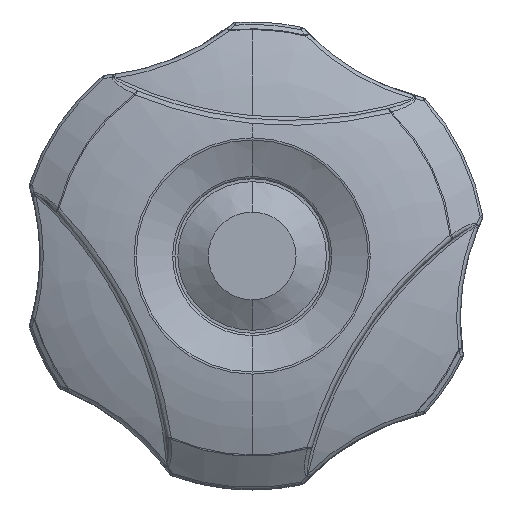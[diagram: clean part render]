
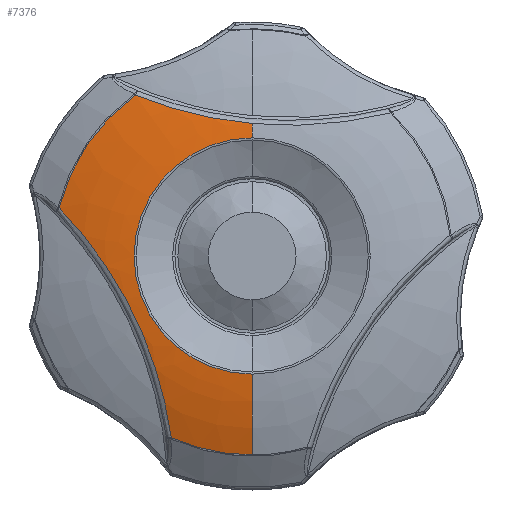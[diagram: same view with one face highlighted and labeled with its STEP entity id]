
A CAD part, left-side view. The second image highlights one B-rep face of the part: STEP entity #7376.
In plain terms, the highlighted toroidal (fillet/blend) face has major radius 6.511 mm and minor radius 30.6 mm.
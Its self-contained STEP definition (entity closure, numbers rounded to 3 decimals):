
#548 = DIRECTION ( 'NONE',  ( 0., -1., 0. ) ) ;
#751 = CARTESIAN_POINT ( 'NONE',  ( -21.411, 0.863, 11.398 ) ) ;
#752 = CIRCLE ( 'NONE', #9907, 30.6 ) ;
#823 = CARTESIAN_POINT ( 'NONE',  ( -20.208, 9.217, 13.441 ) ) ;
#927 = CARTESIAN_POINT ( 'NONE',  ( -20.462, 15.261, 2.784 ) ) ;
#998 = CIRCLE ( 'NONE', #8323, 17.001 ) ;
#1086 = CARTESIAN_POINT ( 'NONE',  ( -21.304, 11.942, -1.681 ) ) ;
#1367 = B_SPLINE_CURVE_WITH_KNOTS ( 'NONE', 3,
 ( #1974, #751, #10955, #11997, #4693, #9658, #5771, #10714, #823, #15574 ),
 .UNSPECIFIED., .F., .F.,
 ( 4, 2, 2, 2, 4 ),
 ( 0.012, 0.015, 0.017, 0.02, 0.023 ),
 .UNSPECIFIED. ) ;
#1477 = DIRECTION ( 'NONE',  ( 1., 0., 0. ) ) ;
#1734 = DIRECTION ( 'NONE',  ( 1., 0., 0. ) ) ;
#1974 = CARTESIAN_POINT ( 'NONE',  ( -21.424, 0., 11.318 ) ) ;
#2143 = CARTESIAN_POINT ( 'NONE',  ( -20.463, 7.203, -13.735 ) ) ;
#2158 = DIRECTION ( 'NONE',  ( 0., 0., 1. ) ) ;
#2168 = B_SPLINE_CURVE_WITH_KNOTS ( 'NONE', 3,
 ( #9586, #3535, #927, #14481, #10886, #4708, #1086, #3366, #4793, #14635, #13501, #6106, #8384, #4886, #13260, #2143, #9674, #3445 ),
 .UNSPECIFIED., .F., .F.,
 ( 4, 2, 2, 2, 2, 2, 2, 2, 4 ),
 ( 0., 0.003, 0.006, 0.008, 0.011, 0.014, 0.017, 0.02, 0.023 ),
 .UNSPECIFIED. ) ;
#2199 = ORIENTED_EDGE ( 'NONE', *, *, #15774, .T. ) ;
#2334 = FACE_OUTER_BOUND ( 'NONE', #11699, .T. ) ;
#2478 = ORIENTED_EDGE ( 'NONE', *, *, #3754, .T. ) ;
#2778 = CIRCLE ( 'NONE', #9070, 10.093 ) ;
#2846 = CARTESIAN_POINT ( 'NONE',  ( -21.593, 0., 10.093 ) ) ;
#2992 = CARTESIAN_POINT ( 'NONE',  ( -19.949, 0., 0. ) ) ;
#3136 = CARTESIAN_POINT ( 'NONE',  ( -19.949, 16.495, 4.114 ) ) ;
#3239 = ORIENTED_EDGE ( 'NONE', *, *, #3632, .F. ) ;
#3366 = CARTESIAN_POINT ( 'NONE',  ( -21.405, 10.996, -3.279 ) ) ;
#3445 = CARTESIAN_POINT ( 'NONE',  ( -19.949, 6.914, -15.532 ) ) ;
#3535 = CARTESIAN_POINT ( 'NONE',  ( -20.229, 15.869, 3.464 ) ) ;
#3632 = EDGE_CURVE ( 'NONE', #14528, #8500, #752, .T. ) ;
#3754 = EDGE_CURVE ( 'NONE', #9032, #8500, #2778, .T. ) ;
#3822 = EDGE_CURVE ( 'NONE', #6002, #13345, #2168, .T. ) ;
#3824 = EDGE_CURVE ( 'NONE', #14510, #6002, #4421, .T. ) ;
#3836 = ORIENTED_EDGE ( 'NONE', *, *, #12330, .T. ) ;
#3929 = CARTESIAN_POINT ( 'NONE',  ( -19.949, 9.994, 13.753 ) ) ;
#4020 = ORIENTED_EDGE ( 'NONE', *, *, #3822, .T. ) ;
#4421 = CIRCLE ( 'NONE', #13454, 17.001 ) ;
#4533 = DIRECTION ( 'NONE',  ( 0., -1., 0. ) ) ;
#4693 = CARTESIAN_POINT ( 'NONE',  ( -21.174, 4.297, 11.98 ) ) ;
#4708 = CARTESIAN_POINT ( 'NONE',  ( -21.225, 12.446, -0.901 ) ) ;
#4759 = CARTESIAN_POINT ( 'NONE',  ( -21.424, 0., 11.318 ) ) ;
#4793 = CARTESIAN_POINT ( 'NONE',  ( -21.429, 10.555, -4.096 ) ) ;
#4854 = TOROIDAL_SURFACE ( 'NONE', #14909, 6.511, 30.6 ) ;
#4886 = CARTESIAN_POINT ( 'NONE',  ( -20.996, 7.831, -11.044 ) ) ;
#5771 = CARTESIAN_POINT ( 'NONE',  ( -20.796, 6.794, 12.626 ) ) ;
#5863 = DIRECTION ( 'NONE',  ( 1., 0., 0. ) ) ;
#6002 = VERTEX_POINT ( 'NONE', #3136 ) ;
#6106 = CARTESIAN_POINT ( 'NONE',  ( -21.304, 8.676, -8.378 ) ) ;
#6236 = DIRECTION ( 'NONE',  ( 0., 1., 0. ) ) ;
#6505 = DIRECTION ( 'NONE',  ( 0., -1., 0. ) ) ;
#6952 = CARTESIAN_POINT ( 'NONE',  ( -19.949, 0., -17.001 ) ) ;
#7322 = CARTESIAN_POINT ( 'NONE',  ( 8.796, 0., -6.511 ) ) ;
#7376 = ADVANCED_FACE ( 'NONE', ( #2334 ), #4854, .T. ) ;
#7777 = CIRCLE ( 'NONE', #9837, 30.6 ) ;
#8323 = AXIS2_PLACEMENT_3D ( 'NONE', #2992, #11746, #548 ) ;
#8384 = CARTESIAN_POINT ( 'NONE',  ( -21.224, 8.369, -9.265 ) ) ;
#8472 = CARTESIAN_POINT ( 'NONE',  ( -19.949, 0., 0. ) ) ;
#8500 = VERTEX_POINT ( 'NONE', #2846 ) ;
#9032 = VERTEX_POINT ( 'NONE', #9266 ) ;
#9070 = AXIS2_PLACEMENT_3D ( 'NONE', #13419, #5863, #4533 ) ;
#9200 = CARTESIAN_POINT ( 'NONE',  ( -19.949, 6.914, -15.532 ) ) ;
#9266 = CARTESIAN_POINT ( 'NONE',  ( -21.593, 10.093, 0. ) ) ;
#9586 = CARTESIAN_POINT ( 'NONE',  ( -19.949, 16.495, 4.114 ) ) ;
#9658 = CARTESIAN_POINT ( 'NONE',  ( -20.943, 5.97, 12.391 ) ) ;
#9674 = CARTESIAN_POINT ( 'NONE',  ( -20.228, 7.04, -14.638 ) ) ;
#9692 = DIRECTION ( 'NONE',  ( -1., 0., 0. ) ) ;
#9717 = VERTEX_POINT ( 'NONE', #6952 ) ;
#9733 = VERTEX_POINT ( 'NONE', #14162 ) ;
#9837 = AXIS2_PLACEMENT_3D ( 'NONE', #7322, #6236, #14607 ) ;
#9853 = DIRECTION ( 'NONE',  ( 0., 0., -1. ) ) ;
#9907 = AXIS2_PLACEMENT_3D ( 'NONE', #11395, #14052, #1734 ) ;
#10714 = CARTESIAN_POINT ( 'NONE',  ( -20.429, 8.417, 13.15 ) ) ;
#10886 = CARTESIAN_POINT ( 'NONE',  ( -20.997, 13.518, 0.62 ) ) ;
#10955 = CARTESIAN_POINT ( 'NONE',  ( -21.377, 1.728, 11.512 ) ) ;
#11395 = CARTESIAN_POINT ( 'NONE',  ( 8.796, 0., 6.511 ) ) ;
#11564 = ORIENTED_EDGE ( 'NONE', *, *, #13775, .F. ) ;
#11610 = AXIS2_PLACEMENT_3D ( 'NONE', #16008, #1477, #6505 ) ;
#11699 = EDGE_LOOP ( 'NONE', ( #11564, #3836, #2199, #2478, #3239, #11904, #13305, #4020 ) ) ;
#11746 = DIRECTION ( 'NONE',  ( 1., 0., 0. ) ) ;
#11904 = ORIENTED_EDGE ( 'NONE', *, *, #13546, .T. ) ;
#11997 = CARTESIAN_POINT ( 'NONE',  ( -21.259, 3.448, 11.803 ) ) ;
#12330 = EDGE_CURVE ( 'NONE', #9717, #9733, #7777, .T. ) ;
#13260 = CARTESIAN_POINT ( 'NONE',  ( -20.846, 7.598, -11.939 ) ) ;
#13305 = ORIENTED_EDGE ( 'NONE', *, *, #3824, .T. ) ;
#13344 = DIRECTION ( 'NONE',  ( -1., 0., 0. ) ) ;
#13345 = VERTEX_POINT ( 'NONE', #9200 ) ;
#13419 = CARTESIAN_POINT ( 'NONE',  ( -21.593, 0., 0. ) ) ;
#13454 = AXIS2_PLACEMENT_3D ( 'NONE', #8472, #13344, #9853 ) ;
#13501 = CARTESIAN_POINT ( 'NONE',  ( -21.406, 9.361, -6.626 ) ) ;
#13546 = EDGE_CURVE ( 'NONE', #14528, #14510, #1367, .T. ) ;
#13775 = EDGE_CURVE ( 'NONE', #9717, #13345, #998, .T. ) ;
#14052 = DIRECTION ( 'NONE',  ( 0., -1., 0. ) ) ;
#14162 = CARTESIAN_POINT ( 'NONE',  ( -21.593, 0., -10.093 ) ) ;
#14481 = CARTESIAN_POINT ( 'NONE',  ( -20.846, 14.087, 1.364 ) ) ;
#14510 = VERTEX_POINT ( 'NONE', #3929 ) ;
#14528 = VERTEX_POINT ( 'NONE', #4759 ) ;
#14569 = CARTESIAN_POINT ( 'NONE',  ( 8.796, 0., 0. ) ) ;
#14607 = DIRECTION ( 'NONE',  ( 0., 0., 1. ) ) ;
#14635 = CARTESIAN_POINT ( 'NONE',  ( -21.43, 9.737, -5.77 ) ) ;
#14909 = AXIS2_PLACEMENT_3D ( 'NONE', #14569, #9692, #2158 ) ;
#15171 = CIRCLE ( 'NONE', #11610, 10.093 ) ;
#15574 = CARTESIAN_POINT ( 'NONE',  ( -19.949, 9.994, 13.753 ) ) ;
#15774 = EDGE_CURVE ( 'NONE', #9733, #9032, #15171, .T. ) ;
#16008 = CARTESIAN_POINT ( 'NONE',  ( -21.593, 0., 0. ) ) ;
